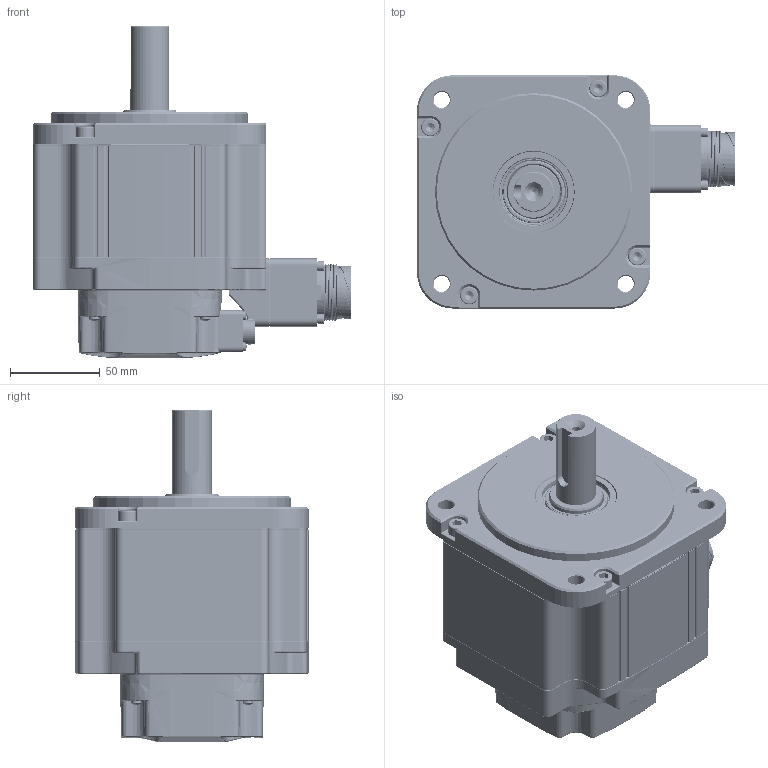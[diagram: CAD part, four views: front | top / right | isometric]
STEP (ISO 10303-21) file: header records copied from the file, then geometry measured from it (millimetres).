
FILE_DESCRIPTION (( 'STEP AP203' ), '1' );
FILE_NAME ('EM3G09D-100-A-S（永磁交流伺服电机）.STEP', '2021-02-25T07:13:31', ( '' ), ( '' ), 'SwSTEP 2.0', 'SolidWorks 2018', '' );
FILE_SCHEMA (( 'CONFIG_CONTROL_DESIGN' ));
Length unit declared in the file: millimetre
Products named in the file (1): EM3G09D-100-A-S（永磁交流伺服电机）
Bounding box: 177.2 x 130 x 185 mm (x, y, z)
Surface area: 297412.4 mm2 (no closed solid volume)
Topology: 0 solids, 54 shells, 4713 faces, 12248 edges, 7659 vertices
Faces by surface type: plane 1635, cylinder 1424, bspline 756, torus 448, cone 342, sphere 108
Entity records: 172434 total; most frequent: CARTESIAN_POINT 62487, ORIENTED_EDGE 23618, DIRECTION 22220, EDGE_CURVE 11964, AXIS2_PLACEMENT_3D 8528, VERTEX_POINT 7593, VECTOR 5164, LINE 5164
